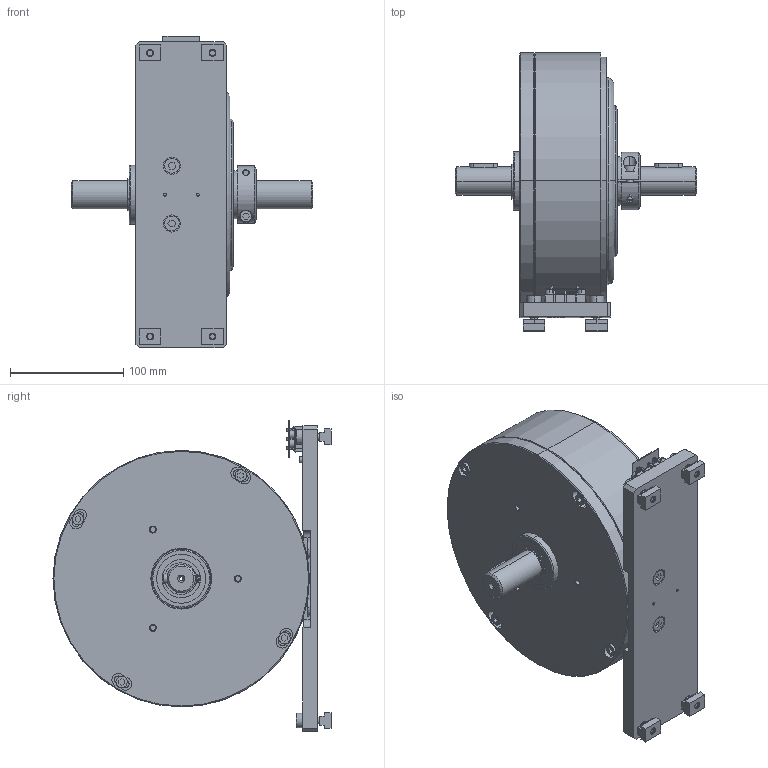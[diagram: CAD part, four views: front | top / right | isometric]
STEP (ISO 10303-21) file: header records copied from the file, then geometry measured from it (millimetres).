
FILE_DESCRIPTION (( 'STEP AP203' ), '1' );
FILE_NAME ('CHB-12_C.stp', '2023-02-15T14:30:55', ( 'magtrol' ), ( '' ), 'SwSTEP 2.0', 'SolidWorks 2020', '' );
FILE_SCHEMA (( 'CONFIG_CONTROL_DESIGN' ));
Length unit declared in the file: millimetre
Products named in the file (1): CHB-12_C
Bounding box: 212.98 x 245.03 x 274.72 mm (x, y, z)
Surface area: 273569.7 mm2 (no closed solid volume)
Topology: 0 solids, 54 shells, 637 faces, 2210 edges, 1626 vertices
Faces by surface type: plane 275, cylinder 269, cone 84, torus 9
Entity records: 24651 total; most frequent: CARTESIAN_POINT 5586, DIRECTION 4064, ORIENTED_EDGE 3445, EDGE_CURVE 2210, VERTEX_POINT 1626, AXIS2_PLACEMENT_3D 1458, LINE 1148, VECTOR 1148
